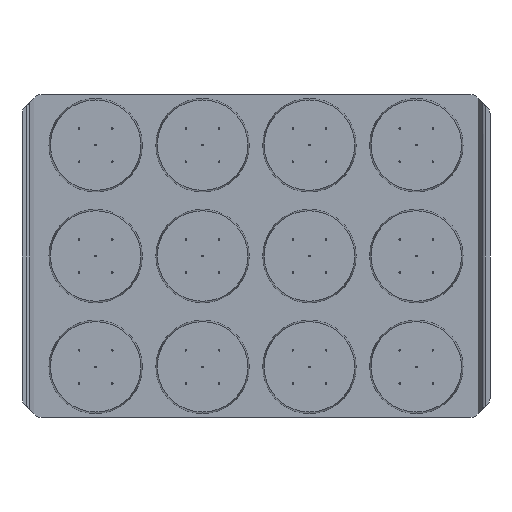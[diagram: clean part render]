
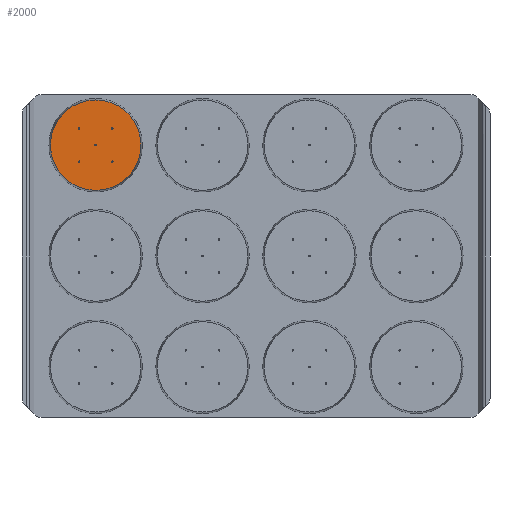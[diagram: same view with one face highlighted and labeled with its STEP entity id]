
A CAD part, front view. The second image highlights one B-rep face of the part: STEP entity #2000.
In plain terms, the highlighted planar face has unit normal (0, -1, 0).
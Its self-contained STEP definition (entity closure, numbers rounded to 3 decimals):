
#151 = CARTESIAN_POINT ( 'NONE',  ( -181.5, 0., 120. ) ) ;
#163 = EDGE_LOOP ( 'NONE', ( #1736, #2183 ) ) ;
#245 = AXIS2_PLACEMENT_3D ( 'NONE', #1295, #3330, #718 ) ;
#278 = CIRCLE ( 'NONE', #5180, 1. ) ;
#350 = DIRECTION ( 'NONE',  ( 0., 0., -1. ) ) ;
#370 = AXIS2_PLACEMENT_3D ( 'NONE', #4276, #3661, #3090 ) ;
#383 = AXIS2_PLACEMENT_3D ( 'NONE', #2002, #7402, #7268 ) ;
#473 = VERTEX_POINT ( 'NONE', #1898 ) ;
#500 = DIRECTION ( 'NONE',  ( 0., 0., -1. ) ) ;
#574 = DIRECTION ( 'NONE',  ( 0., 0., -1. ) ) ;
#596 = EDGE_CURVE ( 'NONE', #7592, #473, #1407, .T. ) ;
#679 = ORIENTED_EDGE ( 'NONE', *, *, #4226, .F. ) ;
#718 = DIRECTION ( 'NONE',  ( 0., 0., -1. ) ) ;
#722 = VERTEX_POINT ( 'NONE', #5260 ) ;
#844 = CARTESIAN_POINT ( 'NONE',  ( -202.5, 0., 139. ) ) ;
#936 = AXIS2_PLACEMENT_3D ( 'NONE', #1377, #4068, #4246 ) ;
#964 = DIRECTION ( 'NONE',  ( 0., 0., -1. ) ) ;
#1008 = EDGE_CURVE ( 'NONE', #2935, #5589, #2354, .T. ) ;
#1076 = CARTESIAN_POINT ( 'NONE',  ( -223.5, 0., 161. ) ) ;
#1130 = EDGE_CURVE ( 'NONE', #2850, #4447, #1971, .T. ) ;
#1295 = CARTESIAN_POINT ( 'NONE',  ( -181.5, 0., 119. ) ) ;
#1377 = CARTESIAN_POINT ( 'NONE',  ( -202.5, 0., 140. ) ) ;
#1407 = CIRCLE ( 'NONE', #6322, 1. ) ;
#1575 = ORIENTED_EDGE ( 'NONE', *, *, #6496, .F. ) ;
#1704 = AXIS2_PLACEMENT_3D ( 'NONE', #2199, #8251, #964 ) ;
#1736 = ORIENTED_EDGE ( 'NONE', *, *, #5854, .F. ) ;
#1819 = DIRECTION ( 'NONE',  ( 0., -1., 0. ) ) ;
#1898 = CARTESIAN_POINT ( 'NONE',  ( -181.5, 0., 118. ) ) ;
#1950 = CARTESIAN_POINT ( 'NONE',  ( -223.5, 0., 118. ) ) ;
#1971 = CIRCLE ( 'NONE', #3939, 57.094 ) ;
#2000 = ADVANCED_FACE ( 'NONE', ( #7969, #2576, #7222, #5947, #8101, #2705 ), #3897, .T. ) ;
#2002 = CARTESIAN_POINT ( 'NONE',  ( 0., 0., 0. ) ) ;
#2025 = EDGE_LOOP ( 'NONE', ( #679, #3183 ) ) ;
#2035 = EDGE_CURVE ( 'NONE', #473, #7592, #8369, .T. ) ;
#2115 = DIRECTION ( 'NONE',  ( 0., -1., 0. ) ) ;
#2183 = ORIENTED_EDGE ( 'NONE', *, *, #1130, .F. ) ;
#2199 = CARTESIAN_POINT ( 'NONE',  ( -181.5, 0., 161. ) ) ;
#2213 = EDGE_CURVE ( 'NONE', #2994, #722, #6120, .T. ) ;
#2354 = CIRCLE ( 'NONE', #8513, 1. ) ;
#2479 = CARTESIAN_POINT ( 'NONE',  ( -202.5, 0., 140. ) ) ;
#2504 = EDGE_LOOP ( 'NONE', ( #6724, #1575 ) ) ;
#2519 = DIRECTION ( 'NONE',  ( 0., -1., 0. ) ) ;
#2536 = VERTEX_POINT ( 'NONE', #5880 ) ;
#2576 = FACE_BOUND ( 'NONE', #4590, .T. ) ;
#2583 = ORIENTED_EDGE ( 'NONE', *, *, #2896, .F. ) ;
#2637 = CARTESIAN_POINT ( 'NONE',  ( -223.5, 0., 161. ) ) ;
#2705 = FACE_OUTER_BOUND ( 'NONE', #163, .T. ) ;
#2850 = VERTEX_POINT ( 'NONE', #7677 ) ;
#2887 = CIRCLE ( 'NONE', #5128, 1. ) ;
#2896 = EDGE_CURVE ( 'NONE', #5589, #2935, #4363, .T. ) ;
#2912 = AXIS2_PLACEMENT_3D ( 'NONE', #1076, #1819, #500 ) ;
#2935 = VERTEX_POINT ( 'NONE', #5132 ) ;
#2939 = EDGE_LOOP ( 'NONE', ( #6541, #2583 ) ) ;
#2994 = VERTEX_POINT ( 'NONE', #5872 ) ;
#3090 = DIRECTION ( 'NONE',  ( 0., 0., -1. ) ) ;
#3183 = ORIENTED_EDGE ( 'NONE', *, *, #3566, .F. ) ;
#3330 = DIRECTION ( 'NONE',  ( 0., -1., 0. ) ) ;
#3566 = EDGE_CURVE ( 'NONE', #7494, #4400, #278, .T. ) ;
#3647 = DIRECTION ( 'NONE',  ( 0., -1., 0. ) ) ;
#3661 = DIRECTION ( 'NONE',  ( 0., 1., 0. ) ) ;
#3728 = CIRCLE ( 'NONE', #4845, 1. ) ;
#3897 = PLANE ( 'NONE',  #383 ) ;
#3939 = AXIS2_PLACEMENT_3D ( 'NONE', #6924, #7758, #5910 ) ;
#4068 = DIRECTION ( 'NONE',  ( 0., -1., 0. ) ) ;
#4104 = CARTESIAN_POINT ( 'NONE',  ( -202.5, 0., 197.094 ) ) ;
#4226 = EDGE_CURVE ( 'NONE', #4400, #7494, #5778, .T. ) ;
#4246 = DIRECTION ( 'NONE',  ( 0., 0., -1. ) ) ;
#4276 = CARTESIAN_POINT ( 'NONE',  ( -202.5, 0., 140. ) ) ;
#4363 = CIRCLE ( 'NONE', #1704, 1. ) ;
#4400 = VERTEX_POINT ( 'NONE', #7342 ) ;
#4447 = VERTEX_POINT ( 'NONE', #4104 ) ;
#4455 = CARTESIAN_POINT ( 'NONE',  ( -223.5, 0., 119. ) ) ;
#4590 = EDGE_LOOP ( 'NONE', ( #6690, #6757 ) ) ;
#4691 = DIRECTION ( 'NONE',  ( 0., -1., 0. ) ) ;
#4727 = CIRCLE ( 'NONE', #936, 1. ) ;
#4813 = EDGE_CURVE ( 'NONE', #722, #2994, #2887, .T. ) ;
#4845 = AXIS2_PLACEMENT_3D ( 'NONE', #2479, #2519, #574 ) ;
#4920 = DIRECTION ( 'NONE',  ( 0., 0., -1. ) ) ;
#5057 = ORIENTED_EDGE ( 'NONE', *, *, #4813, .F. ) ;
#5128 = AXIS2_PLACEMENT_3D ( 'NONE', #2637, #4691, #5390 ) ;
#5132 = CARTESIAN_POINT ( 'NONE',  ( -181.5, 0., 162. ) ) ;
#5180 = AXIS2_PLACEMENT_3D ( 'NONE', #6818, #5596, #7611 ) ;
#5260 = CARTESIAN_POINT ( 'NONE',  ( -223.5, 0., 160. ) ) ;
#5390 = DIRECTION ( 'NONE',  ( 0., 0., -1. ) ) ;
#5589 = VERTEX_POINT ( 'NONE', #6029 ) ;
#5596 = DIRECTION ( 'NONE',  ( 0., -1., 0. ) ) ;
#5647 = DIRECTION ( 'NONE',  ( 0., 0., -1. ) ) ;
#5662 = VERTEX_POINT ( 'NONE', #844 ) ;
#5778 = CIRCLE ( 'NONE', #6193, 1. ) ;
#5854 = EDGE_CURVE ( 'NONE', #4447, #2850, #7806, .T. ) ;
#5872 = CARTESIAN_POINT ( 'NONE',  ( -223.5, 0., 162. ) ) ;
#5880 = CARTESIAN_POINT ( 'NONE',  ( -202.5, 0., 141. ) ) ;
#5910 = DIRECTION ( 'NONE',  ( 0., 0., -1. ) ) ;
#5947 = FACE_BOUND ( 'NONE', #8307, .T. ) ;
#6029 = CARTESIAN_POINT ( 'NONE',  ( -181.5, 0., 160. ) ) ;
#6060 = CARTESIAN_POINT ( 'NONE',  ( -181.5, 0., 119. ) ) ;
#6076 = ORIENTED_EDGE ( 'NONE', *, *, #2213, .F. ) ;
#6120 = CIRCLE ( 'NONE', #2912, 1. ) ;
#6193 = AXIS2_PLACEMENT_3D ( 'NONE', #4455, #8360, #5647 ) ;
#6322 = AXIS2_PLACEMENT_3D ( 'NONE', #6060, #2115, #350 ) ;
#6496 = EDGE_CURVE ( 'NONE', #5662, #2536, #3728, .T. ) ;
#6541 = ORIENTED_EDGE ( 'NONE', *, *, #1008, .F. ) ;
#6690 = ORIENTED_EDGE ( 'NONE', *, *, #596, .F. ) ;
#6724 = ORIENTED_EDGE ( 'NONE', *, *, #8137, .F. ) ;
#6757 = ORIENTED_EDGE ( 'NONE', *, *, #2035, .F. ) ;
#6818 = CARTESIAN_POINT ( 'NONE',  ( -223.5, 0., 119. ) ) ;
#6924 = CARTESIAN_POINT ( 'NONE',  ( -202.5, 0., 140. ) ) ;
#7222 = FACE_BOUND ( 'NONE', #2939, .T. ) ;
#7268 = DIRECTION ( 'NONE',  ( 0., 0., -1. ) ) ;
#7342 = CARTESIAN_POINT ( 'NONE',  ( -223.5, 0., 120. ) ) ;
#7402 = DIRECTION ( 'NONE',  ( 0., -1., 0. ) ) ;
#7494 = VERTEX_POINT ( 'NONE', #1950 ) ;
#7590 = CARTESIAN_POINT ( 'NONE',  ( -181.5, 0., 161. ) ) ;
#7592 = VERTEX_POINT ( 'NONE', #151 ) ;
#7611 = DIRECTION ( 'NONE',  ( 0., 0., -1. ) ) ;
#7677 = CARTESIAN_POINT ( 'NONE',  ( -202.5, 0., 82.906 ) ) ;
#7758 = DIRECTION ( 'NONE',  ( 0., 1., 0. ) ) ;
#7806 = CIRCLE ( 'NONE', #370, 57.094 ) ;
#7969 = FACE_BOUND ( 'NONE', #2025, .T. ) ;
#8101 = FACE_BOUND ( 'NONE', #2504, .T. ) ;
#8137 = EDGE_CURVE ( 'NONE', #2536, #5662, #4727, .T. ) ;
#8251 = DIRECTION ( 'NONE',  ( 0., -1., 0. ) ) ;
#8307 = EDGE_LOOP ( 'NONE', ( #6076, #5057 ) ) ;
#8360 = DIRECTION ( 'NONE',  ( 0., -1., 0. ) ) ;
#8369 = CIRCLE ( 'NONE', #245, 1. ) ;
#8513 = AXIS2_PLACEMENT_3D ( 'NONE', #7590, #3647, #4920 ) ;
